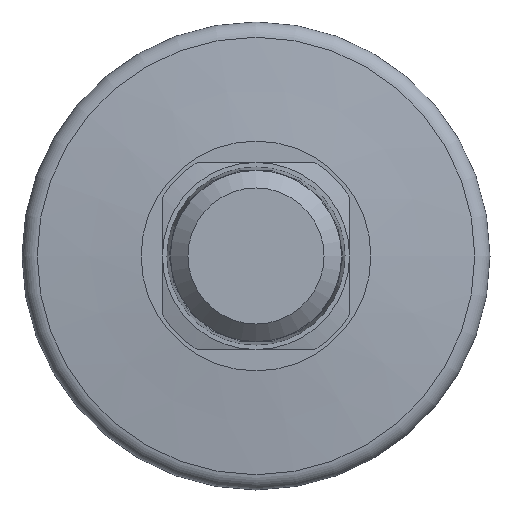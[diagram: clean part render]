
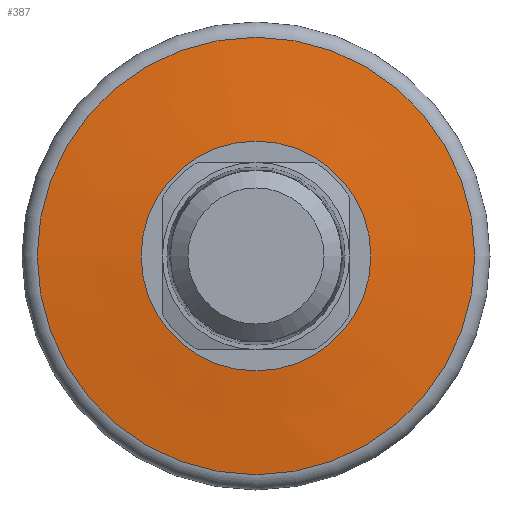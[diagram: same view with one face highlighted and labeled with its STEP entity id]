
A CAD part, front view. The second image highlights one B-rep face of the part: STEP entity #387.
In plain terms, the highlighted conical face has half-angle 84 degrees and reference radius 19.605 mm.
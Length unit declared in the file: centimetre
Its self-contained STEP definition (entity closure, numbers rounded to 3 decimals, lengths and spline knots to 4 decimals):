
#26=FACE_BOUND('',#136,.T.);
#35=CONICAL_SURFACE('',#438,1.9605,84.);
#99=FACE_OUTER_BOUND('',#135,.T.);
#135=EDGE_LOOP('',(#316));
#136=EDGE_LOOP('',(#317));
#161=CIRCLE('',#437,2.5709);
#162=CIRCLE('',#439,1.35);
#193=VERTEX_POINT('',#668);
#194=VERTEX_POINT('',#671);
#237=EDGE_CURVE('',#193,#193,#161,.T.);
#238=EDGE_CURVE('',#194,#194,#162,.T.);
#316=ORIENTED_EDGE('',*,*,#238,.F.);
#317=ORIENTED_EDGE('',*,*,#237,.T.);
#387=ADVANCED_FACE('',(#99,#26),#35,.T.);
#437=AXIS2_PLACEMENT_3D('',#669,#547,#548);
#438=AXIS2_PLACEMENT_3D('',#670,#549,#550);
#439=AXIS2_PLACEMENT_3D('',#672,#551,#552);
#547=DIRECTION('center_axis',(0.,-1.,0.));
#548=DIRECTION('ref_axis',(1.,0.,0.));
#549=DIRECTION('center_axis',(0.,1.,0.));
#550=DIRECTION('ref_axis',(1.,0.,0.));
#551=DIRECTION('center_axis',(0.,-1.,0.));
#552=DIRECTION('ref_axis',(1.,0.,0.));
#668=CARTESIAN_POINT('',(2.5709,0.1283,0.));
#669=CARTESIAN_POINT('Origin',(0.,0.1283,0.));
#670=CARTESIAN_POINT('Origin',(0.,0.0642,0.));
#671=CARTESIAN_POINT('',(1.35,0.,0.));
#672=CARTESIAN_POINT('Origin',(0.,0.,0.));
